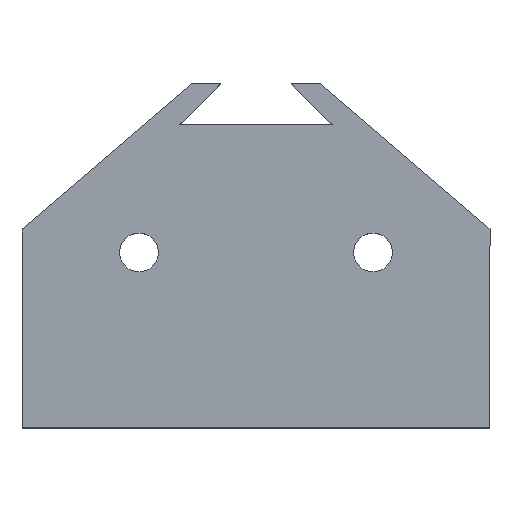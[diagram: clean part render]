
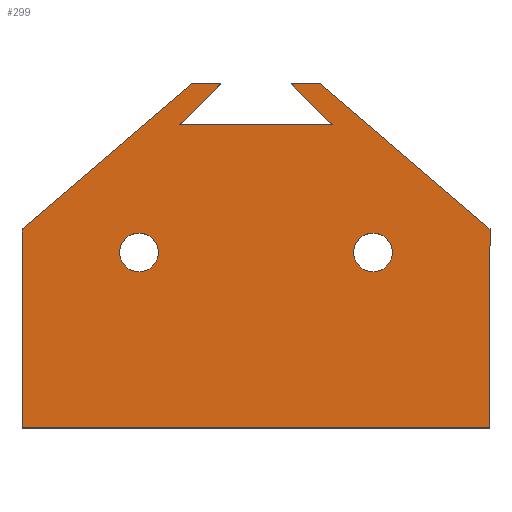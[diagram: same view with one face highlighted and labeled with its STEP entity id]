
A CAD part, top view. The second image highlights one B-rep face of the part: STEP entity #299.
In plain terms, the highlighted planar face has unit normal (0, 0, 1).
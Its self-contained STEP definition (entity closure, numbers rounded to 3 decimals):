
#2 = CARTESIAN_POINT ( 'NONE',  ( 0., 0., 10. ) ) ;
#3 = VERTEX_POINT ( 'NONE', #313 ) ;
#10 = ORIENTED_EDGE ( 'NONE', *, *, #389, .T. ) ;
#44 = VECTOR ( 'NONE', #449, 1000. ) ;
#53 = DIRECTION ( 'NONE',  ( -0.707, 0.707, 0. ) ) ;
#64 = LINE ( 'NONE', #341, #356 ) ;
#65 = DIRECTION ( 'NONE',  ( -1., 0., 0. ) ) ;
#74 = ORIENTED_EDGE ( 'NONE', *, *, #689, .F. ) ;
#75 = ORIENTED_EDGE ( 'NONE', *, *, #154, .F. ) ;
#76 = CARTESIAN_POINT ( 'NONE',  ( 0., 17., 10. ) ) ;
#82 = EDGE_CURVE ( 'NONE', #278, #301, #64, .T. ) ;
#87 = CARTESIAN_POINT ( 'NONE',  ( 26.5, 25.9, 10. ) ) ;
#89 = VERTEX_POINT ( 'NONE', #279 ) ;
#91 = EDGE_CURVE ( 'NONE', #276, #108, #95, .T. ) ;
#92 = VERTEX_POINT ( 'NONE', #555 ) ;
#95 = CIRCLE ( 'NONE', #375, 1.65 ) ;
#108 = VERTEX_POINT ( 'NONE', #222 ) ;
#111 = DIRECTION ( 'NONE',  ( -0.76, 0.65, 0. ) ) ;
#118 = AXIS2_PLACEMENT_3D ( 'NONE', #649, #183, #650 ) ;
#120 = CARTESIAN_POINT ( 'NONE',  ( 31.65, 15., 10. ) ) ;
#138 = DIRECTION ( 'NONE',  ( -0.707, -0.707, 0. ) ) ;
#142 = VERTEX_POINT ( 'NONE', #397 ) ;
#144 = CARTESIAN_POINT ( 'NONE',  ( 13.5, 25.9, 10. ) ) ;
#154 = EDGE_CURVE ( 'NONE', #570, #395, #257, .T. ) ;
#155 = DIRECTION ( 'NONE',  ( 0., 0., 1. ) ) ;
#165 = EDGE_CURVE ( 'NONE', #92, #278, #385, .T. ) ;
#172 = AXIS2_PLACEMENT_3D ( 'NONE', #2, #229, #65 ) ;
#175 = CIRCLE ( 'NONE', #255, 1.65 ) ;
#181 = CARTESIAN_POINT ( 'NONE',  ( 23., 29.4, 10. ) ) ;
#183 = DIRECTION ( 'NONE',  ( 0., 0., 1. ) ) ;
#187 = CARTESIAN_POINT ( 'NONE',  ( 14.5, 29.4, 10. ) ) ;
#199 = LINE ( 'NONE', #592, #355 ) ;
#205 = CARTESIAN_POINT ( 'NONE',  ( 14.5, 29.4, 10. ) ) ;
#206 = VERTEX_POINT ( 'NONE', #405 ) ;
#217 = DIRECTION ( 'NONE',  ( 1., 0., 0. ) ) ;
#219 = LINE ( 'NONE', #144, #591 ) ;
#221 = CARTESIAN_POINT ( 'NONE',  ( 21.5, 30.9, 10. ) ) ;
#222 = CARTESIAN_POINT ( 'NONE',  ( 28.35, 15., 10. ) ) ;
#223 = EDGE_CURVE ( 'NONE', #354, #570, #490, .T. ) ;
#228 = EDGE_LOOP ( 'NONE', ( #509, #352, #513, #10, #264, #359, #487, #685, #434, #75 ) ) ;
#229 = DIRECTION ( 'NONE',  ( 0., 0., -1. ) ) ;
#235 = EDGE_CURVE ( 'NONE', #3, #92, #247, .T. ) ;
#244 = CARTESIAN_POINT ( 'NONE',  ( 14.5, 29.4, 10. ) ) ;
#245 = CIRCLE ( 'NONE', #348, 1.65 ) ;
#247 = LINE ( 'NONE', #688, #321 ) ;
#254 = DIRECTION ( 'NONE',  ( 1., 0., 0. ) ) ;
#255 = AXIS2_PLACEMENT_3D ( 'NONE', #718, #155, #386 ) ;
#257 = LINE ( 'NONE', #221, #426 ) ;
#263 = DIRECTION ( 'NONE',  ( 0., -1., 0. ) ) ;
#264 = ORIENTED_EDGE ( 'NONE', *, *, #544, .T. ) ;
#274 = VECTOR ( 'NONE', #631, 1000. ) ;
#276 = VERTEX_POINT ( 'NONE', #120 ) ;
#278 = VERTEX_POINT ( 'NONE', #687 ) ;
#279 = CARTESIAN_POINT ( 'NONE',  ( 8.35, 15., 10. ) ) ;
#294 = ORIENTED_EDGE ( 'NONE', *, *, #516, .F. ) ;
#297 = DIRECTION ( 'NONE',  ( -1., 0., 0. ) ) ;
#299 = ADVANCED_FACE ( 'NONE', ( #723, #577, #465 ), #564, .F. ) ;
#301 = VERTEX_POINT ( 'NONE', #410 ) ;
#313 = CARTESIAN_POINT ( 'NONE',  ( 0., 0., 10. ) ) ;
#319 = DIRECTION ( 'NONE',  ( 0., 0., 1. ) ) ;
#321 = VECTOR ( 'NONE', #412, 1000. ) ;
#328 = VECTOR ( 'NONE', #669, 1000. ) ;
#336 = EDGE_LOOP ( 'NONE', ( #474, #294 ) ) ;
#337 = EDGE_CURVE ( 'NONE', #206, #89, #720, .T. ) ;
#341 = CARTESIAN_POINT ( 'NONE',  ( 25.5, 29.4, 10. ) ) ;
#346 = VERTEX_POINT ( 'NONE', #76 ) ;
#348 = AXIS2_PLACEMENT_3D ( 'NONE', #661, #319, #254 ) ;
#352 = ORIENTED_EDGE ( 'NONE', *, *, #601, .F. ) ;
#354 = VERTEX_POINT ( 'NONE', #416 ) ;
#355 = VECTOR ( 'NONE', #263, 1000. ) ;
#356 = VECTOR ( 'NONE', #111, 1000. ) ;
#359 = ORIENTED_EDGE ( 'NONE', *, *, #235, .T. ) ;
#362 = VECTOR ( 'NONE', #297, 1000. ) ;
#375 = AXIS2_PLACEMENT_3D ( 'NONE', #452, #731, #217 ) ;
#385 = LINE ( 'NONE', #556, #44 ) ;
#386 = DIRECTION ( 'NONE',  ( 1., 0., 0. ) ) ;
#389 = EDGE_CURVE ( 'NONE', #429, #346, #612, .T. ) ;
#394 = EDGE_LOOP ( 'NONE', ( #532, #74 ) ) ;
#395 = VERTEX_POINT ( 'NONE', #181 ) ;
#397 = CARTESIAN_POINT ( 'NONE',  ( 17., 29.4, 10. ) ) ;
#405 = CARTESIAN_POINT ( 'NONE',  ( 11.65, 15., 10. ) ) ;
#410 = CARTESIAN_POINT ( 'NONE',  ( 25.5, 29.4, 10. ) ) ;
#412 = DIRECTION ( 'NONE',  ( 1., 0., 0. ) ) ;
#416 = CARTESIAN_POINT ( 'NONE',  ( 13.5, 25.9, 10. ) ) ;
#426 = VECTOR ( 'NONE', #53, 1000. ) ;
#429 = VERTEX_POINT ( 'NONE', #244 ) ;
#434 = ORIENTED_EDGE ( 'NONE', *, *, #628, .T. ) ;
#436 = EDGE_CURVE ( 'NONE', #142, #429, #523, .T. ) ;
#440 = VECTOR ( 'NONE', #471, 1000. ) ;
#449 = DIRECTION ( 'NONE',  ( 0., 1., 0. ) ) ;
#452 = CARTESIAN_POINT ( 'NONE',  ( 30., 15., 10. ) ) ;
#463 = CARTESIAN_POINT ( 'NONE',  ( 13.5, 25.9, 10. ) ) ;
#465 = FACE_OUTER_BOUND ( 'NONE', #228, .T. ) ;
#471 = DIRECTION ( 'NONE',  ( -0.76, -0.65, 0. ) ) ;
#474 = ORIENTED_EDGE ( 'NONE', *, *, #91, .F. ) ;
#487 = ORIENTED_EDGE ( 'NONE', *, *, #165, .T. ) ;
#490 = LINE ( 'NONE', #463, #274 ) ;
#509 = ORIENTED_EDGE ( 'NONE', *, *, #223, .F. ) ;
#513 = ORIENTED_EDGE ( 'NONE', *, *, #436, .T. ) ;
#516 = EDGE_CURVE ( 'NONE', #108, #276, #245, .T. ) ;
#523 = LINE ( 'NONE', #187, #362 ) ;
#526 = CARTESIAN_POINT ( 'NONE',  ( 0., 17., 10. ) ) ;
#532 = ORIENTED_EDGE ( 'NONE', *, *, #337, .F. ) ;
#544 = EDGE_CURVE ( 'NONE', #346, #3, #199, .T. ) ;
#555 = CARTESIAN_POINT ( 'NONE',  ( 40., 0., 10. ) ) ;
#556 = CARTESIAN_POINT ( 'NONE',  ( 40., 17., 10. ) ) ;
#564 = PLANE ( 'NONE',  #172 ) ;
#570 = VERTEX_POINT ( 'NONE', #87 ) ;
#577 = FACE_BOUND ( 'NONE', #336, .T. ) ;
#591 = VECTOR ( 'NONE', #138, 1000. ) ;
#592 = CARTESIAN_POINT ( 'NONE',  ( 0., 0., 10. ) ) ;
#601 = EDGE_CURVE ( 'NONE', #142, #354, #219, .T. ) ;
#612 = LINE ( 'NONE', #526, #440 ) ;
#627 = LINE ( 'NONE', #205, #328 ) ;
#628 = EDGE_CURVE ( 'NONE', #301, #395, #627, .T. ) ;
#631 = DIRECTION ( 'NONE',  ( 1., 0., 0. ) ) ;
#649 = CARTESIAN_POINT ( 'NONE',  ( 10., 15., 10. ) ) ;
#650 = DIRECTION ( 'NONE',  ( 1., 0., 0. ) ) ;
#661 = CARTESIAN_POINT ( 'NONE',  ( 30., 15., 10. ) ) ;
#669 = DIRECTION ( 'NONE',  ( -1., 0., 0. ) ) ;
#685 = ORIENTED_EDGE ( 'NONE', *, *, #82, .T. ) ;
#687 = CARTESIAN_POINT ( 'NONE',  ( 40., 17., 10. ) ) ;
#688 = CARTESIAN_POINT ( 'NONE',  ( 0., 0., 10. ) ) ;
#689 = EDGE_CURVE ( 'NONE', #89, #206, #175, .T. ) ;
#718 = CARTESIAN_POINT ( 'NONE',  ( 10., 15., 10. ) ) ;
#720 = CIRCLE ( 'NONE', #118, 1.65 ) ;
#723 = FACE_BOUND ( 'NONE', #394, .T. ) ;
#731 = DIRECTION ( 'NONE',  ( 0., 0., 1. ) ) ;
